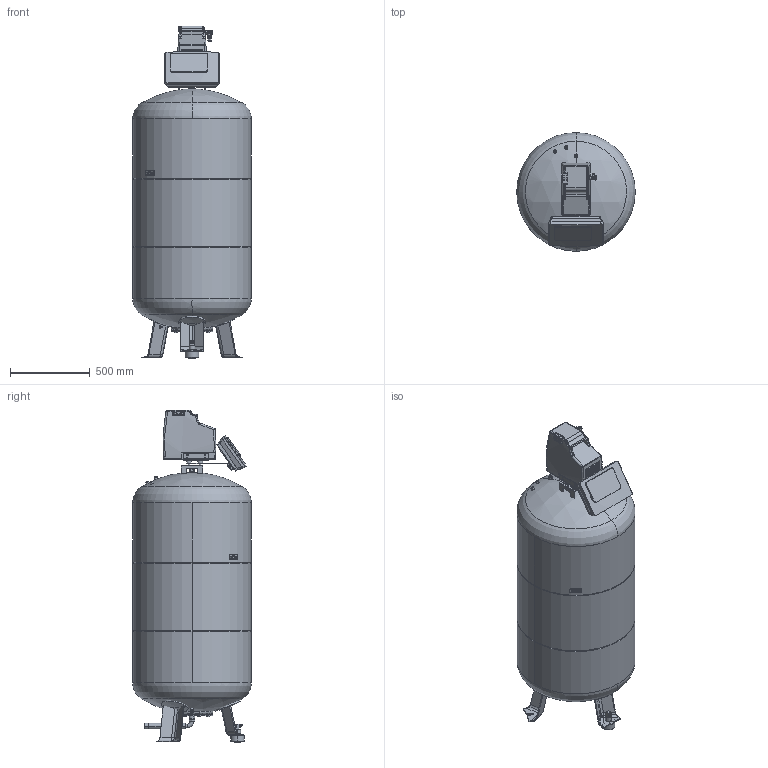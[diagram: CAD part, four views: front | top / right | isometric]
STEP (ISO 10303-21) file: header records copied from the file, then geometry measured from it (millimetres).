
FILE_DESCRIPTION(('CATIA V5 STEP Exchange'),'2;1');
FILE_NAME('Reflexomat_RS_90_1_RG600_MK2.stp','2014-05-30T12:53:25+00:00',('none'),('none'),'CATIA Version 5 Release 19 SP 9 (IN-10)','CATIA V5 STEP AP214','none');
FILE_SCHEMA(('AUTOMOTIVE_DESIGN { 1 0 10303 214 1 1 1 1 }'));
Length unit declared in the file: millimetre
Products named in the file (1): Product
Bounding box: 740 x 740 x 2075.1 mm (x, y, z)
Volume: 614361285.6 mm3; surface area: 7552552.2 mm2
Topology: 40 solids, 40 shells, 2545 faces, 6836 edges, 4483 vertices
Faces by surface type: plane 1720, cylinder 490, bspline 172, cone 72, torus 55, sphere 36
Entity records: 84610 total; most frequent: CARTESIAN_POINT 23450, ORIENTED_EDGE 13618, DIRECTION 10569, EDGE_CURVE 6809, VECTOR 4786, LINE 4786, VERTEX_POINT 4483, AXIS2_PLACEMENT_3D 3417
